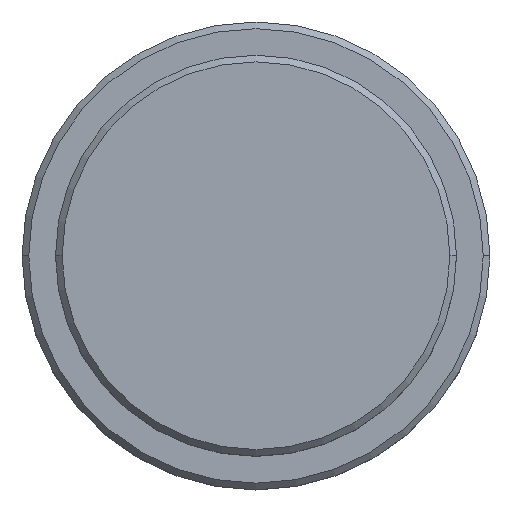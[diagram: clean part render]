
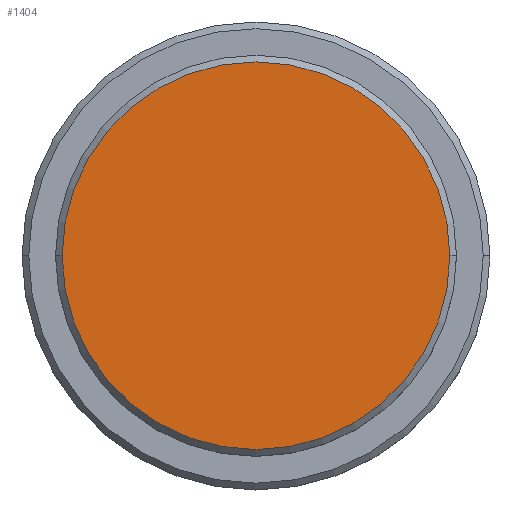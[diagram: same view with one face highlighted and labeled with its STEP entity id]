
A CAD part, top view. The second image highlights one B-rep face of the part: STEP entity #1404.
In plain terms, the highlighted planar face has unit normal (0, 0, 1).
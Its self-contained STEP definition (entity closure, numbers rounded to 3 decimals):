
#175 = DIRECTION ( 'NONE',  ( 0., 0., 1. ) ) ;
#249 = AXIS2_PLACEMENT_3D ( 'NONE', #835, #399, #969 ) ;
#314 = EDGE_LOOP ( 'NONE', ( #871, #1288 ) ) ;
#331 = CIRCLE ( 'NONE', #979, 14.5 ) ;
#399 = DIRECTION ( 'NONE',  ( 0., 0., 1. ) ) ;
#490 = VERTEX_POINT ( 'NONE', #1236 ) ;
#628 = EDGE_CURVE ( 'NONE', #490, #700, #1091, .T. ) ;
#700 = VERTEX_POINT ( 'NONE', #1294 ) ;
#732 = CARTESIAN_POINT ( 'NONE',  ( 0., 0., 0. ) ) ;
#736 = AXIS2_PLACEMENT_3D ( 'NONE', #732, #175, #1303 ) ;
#745 = PLANE ( 'NONE',  #249 ) ;
#805 = CARTESIAN_POINT ( 'NONE',  ( 0., 0., 0. ) ) ;
#835 = CARTESIAN_POINT ( 'NONE',  ( 0., 0., 0. ) ) ;
#865 = FACE_OUTER_BOUND ( 'NONE', #314, .T. ) ;
#871 = ORIENTED_EDGE ( 'NONE', *, *, #628, .T. ) ;
#969 = DIRECTION ( 'NONE',  ( 1., 0., 0. ) ) ;
#979 = AXIS2_PLACEMENT_3D ( 'NONE', #805, #1049, #1139 ) ;
#1049 = DIRECTION ( 'NONE',  ( 0., 0., 1. ) ) ;
#1091 = CIRCLE ( 'NONE', #736, 14.5 ) ;
#1139 = DIRECTION ( 'NONE',  ( 1., 0., 0. ) ) ;
#1210 = EDGE_CURVE ( 'NONE', #700, #490, #331, .T. ) ;
#1236 = CARTESIAN_POINT ( 'NONE',  ( -14.5, 0., 0. ) ) ;
#1288 = ORIENTED_EDGE ( 'NONE', *, *, #1210, .T. ) ;
#1294 = CARTESIAN_POINT ( 'NONE',  ( 14.5, 0., 0. ) ) ;
#1303 = DIRECTION ( 'NONE',  ( 1., 0., 0. ) ) ;
#1404 = ADVANCED_FACE ( 'NONE', ( #865 ), #745, .T. ) ;
